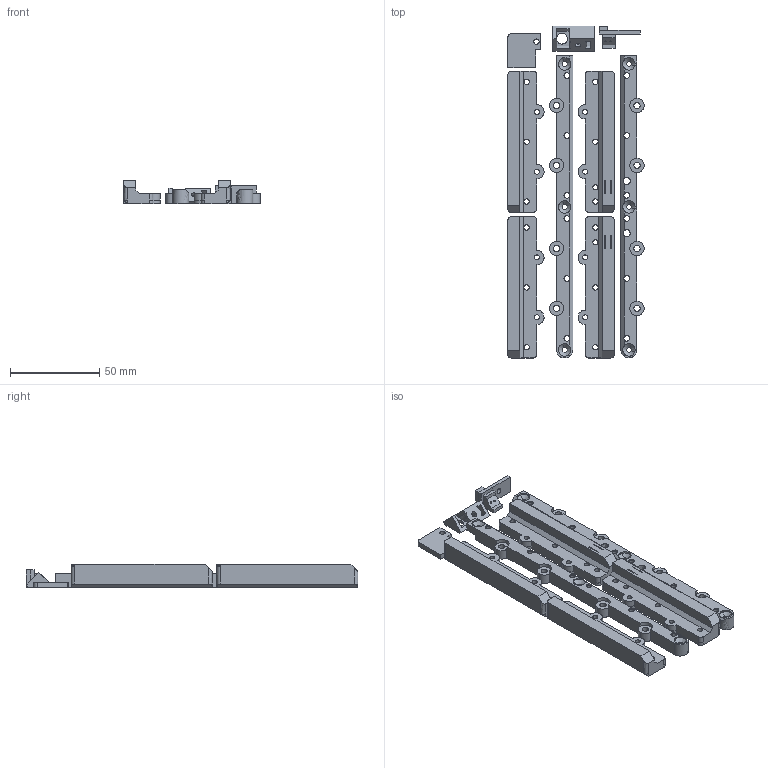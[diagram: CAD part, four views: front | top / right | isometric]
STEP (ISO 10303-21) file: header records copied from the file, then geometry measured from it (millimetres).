
FILE_DESCRIPTION(/* description */ (''),/* implementation_level */ '2;1');
FILE_NAME(/* name */ 'PCB_LO~1',/* time_stamp */ '2021-02-06T18:54:48+01:00',/* author */ (''),/* organization */ (''),/* preprocessor_version */ 'ST-DEVELOPER v16.5',/* originating_system */ '',/* authorisation */ '');
FILE_SCHEMA (('AUTOMOTIVE_DESIGN'));
Length unit declared in the file: millimetre
Products named in the file (1): Document
Bounding box: 76.25 x 185.75 x 13 mm (x, y, z)
Volume: 65677.3 mm3; surface area: 38205.1 mm2
Topology: 9 solids, 9 shells, 600 faces, 1619 edges, 1039 vertices
Faces by surface type: bspline 341, plane 259
Entity records: 20102 total; most frequent: CARTESIAN_POINT 10514, ORIENTED_EDGE 3238, EDGE_CURVE 1619, VERTEX_POINT 1039, B_SPLINE_CURVE_WITH_KNOTS 800, EDGE_LOOP 742, ADVANCED_FACE 600, FACE_OUTER_BOUND 600
